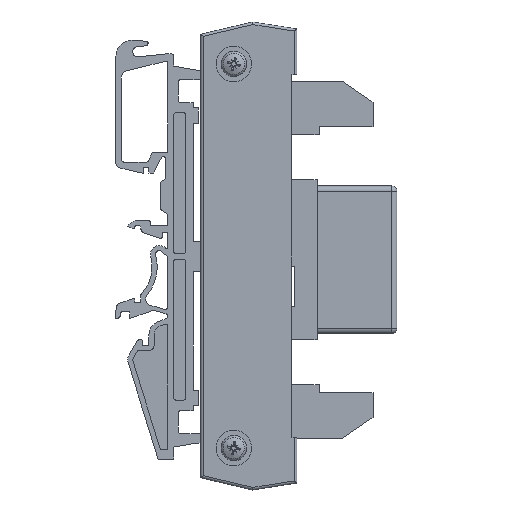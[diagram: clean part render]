
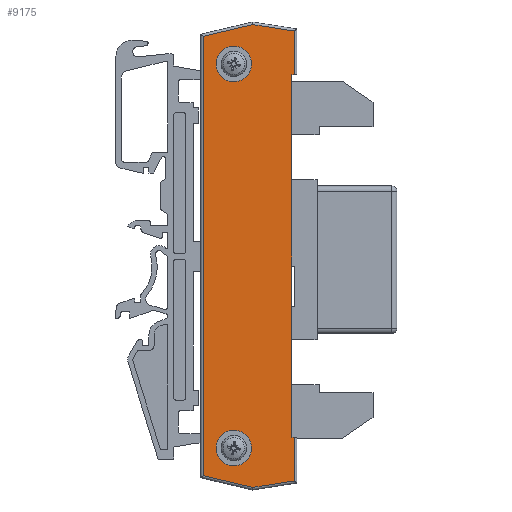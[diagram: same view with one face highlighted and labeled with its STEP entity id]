
A CAD part, left-side view. The second image highlights one B-rep face of the part: STEP entity #9175.
In plain terms, the highlighted face is planar.
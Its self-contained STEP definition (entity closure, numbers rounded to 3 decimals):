
#8714=CARTESIAN_POINT('',(-16.628,6.238,5.0));
#8715=VERTEX_POINT('',#8714);
#8722=CARTESIAN_POINT('',(54.672,6.238,5.0));
#8723=VERTEX_POINT('',#8722);
#8724=CARTESIAN_POINT('',(54.672,6.238,5.0));
#8725=DIRECTION('',(-1.0,0.0,0.0));
#8726=VECTOR('',#8725,71.3);
#8727=LINE('',#8724,#8726);
#8728=EDGE_CURVE('',#8723,#8715,#8727,.T.);
#8971=CARTESIAN_POINT('',(60.272,-5.162,5.0));
#8972=VERTEX_POINT('',#8971);
#8973=CARTESIAN_POINT('',(56.772,-5.162,5.0));
#8974=DIRECTION('',(0.0,0.0,-1.0));
#8975=DIRECTION('',(-1.0,0.0,0.0));
#8976=AXIS2_PLACEMENT_3D('',#8973,#8974,#8975);
#8977=CIRCLE('',#8976,3.5);
#8978=EDGE_CURVE('',#8972,#8972,#8977,.T.);
#9011=CARTESIAN_POINT('',(-15.228,-5.162,5.0));
#9012=VERTEX_POINT('',#9011);
#9013=CARTESIAN_POINT('',(-18.728,-5.162,5.0));
#9014=DIRECTION('',(0.0,0.0,-1.0));
#9015=DIRECTION('',(-1.0,0.0,0.0));
#9016=AXIS2_PLACEMENT_3D('',#9013,#9014,#9015);
#9017=CIRCLE('',#9016,3.5);
#9018=EDGE_CURVE('',#9012,#9012,#9017,.T.);
#9052=CARTESIAN_POINT('',(54.672,6.738,5.0));
#9053=VERTEX_POINT('',#9052);
#9054=CARTESIAN_POINT('',(54.672,6.738,5.0));
#9055=DIRECTION('',(0.0,-1.0,0.0));
#9056=VECTOR('',#9055,0.5);
#9057=LINE('',#9054,#9056);
#9058=EDGE_CURVE('',#9053,#8723,#9057,.T.);
#9083=CARTESIAN_POINT('',(-16.628,6.738,5.0));
#9084=VERTEX_POINT('',#9083);
#9092=CARTESIAN_POINT('',(-16.628,6.238,5.0));
#9093=DIRECTION('',(0.0,1.0,0.0));
#9094=VECTOR('',#9093,0.5);
#9095=LINE('',#9092,#9094);
#9096=EDGE_CURVE('',#8715,#9084,#9095,.T.);
#9105=CARTESIAN_POINT('',(19.022,-2.126,5.0));
#9106=DIRECTION('',(0.0,0.0,1.0));
#9107=DIRECTION('',(1.0,0.0,0.0));
#9108=AXIS2_PLACEMENT_3D('',#9105,#9106,#9107);
#9109=PLANE('',#9108);
#9110=ORIENTED_EDGE('',*,*,#9058,.T.);
#9111=ORIENTED_EDGE('',*,*,#8728,.T.);
#9112=ORIENTED_EDGE('',*,*,#9096,.T.);
#9113=CARTESIAN_POINT('',(-25.176,6.738,5.0));
#9114=VERTEX_POINT('',#9113);
#9115=CARTESIAN_POINT('',(-25.176,6.738,5.0));
#9116=DIRECTION('',(1.0,0.0,0.0));
#9117=VECTOR('',#9116,8.548);
#9118=LINE('',#9115,#9117);
#9119=EDGE_CURVE('',#9114,#9084,#9118,.T.);
#9120=ORIENTED_EDGE('',*,*,#9119,.F.);
#9121=CARTESIAN_POINT('',(-26.459,-1.405,5.0));
#9122=VERTEX_POINT('',#9121);
#9123=CARTESIAN_POINT('',(-26.459,-1.405,5.0));
#9124=DIRECTION('',(0.156,0.988,0.0));
#9125=VECTOR('',#9124,8.244);
#9126=LINE('',#9123,#9125);
#9127=EDGE_CURVE('',#9122,#9114,#9126,.T.);
#9128=ORIENTED_EDGE('',*,*,#9127,.F.);
#9129=CARTESIAN_POINT('',(-24.157,-11.162,5.0));
#9130=VERTEX_POINT('',#9129);
#9131=CARTESIAN_POINT('',(-24.157,-11.162,5.0));
#9132=DIRECTION('',(-0.23,0.973,0.0));
#9133=VECTOR('',#9132,10.024);
#9134=LINE('',#9131,#9133);
#9135=EDGE_CURVE('',#9130,#9122,#9134,.T.);
#9136=ORIENTED_EDGE('',*,*,#9135,.F.);
#9137=CARTESIAN_POINT('',(62.201,-11.162,5.0));
#9138=VERTEX_POINT('',#9137);
#9139=CARTESIAN_POINT('',(62.201,-11.162,5.0));
#9140=DIRECTION('',(-1.0,0.0,0.0));
#9141=VECTOR('',#9140,86.358);
#9142=LINE('',#9139,#9141);
#9143=EDGE_CURVE('',#9138,#9130,#9142,.T.);
#9144=ORIENTED_EDGE('',*,*,#9143,.F.);
#9145=CARTESIAN_POINT('',(64.503,-1.405,5.0));
#9146=VERTEX_POINT('',#9145);
#9147=CARTESIAN_POINT('',(64.503,-1.405,5.0));
#9148=DIRECTION('',(-0.23,-0.973,0.0));
#9149=VECTOR('',#9148,10.024);
#9150=LINE('',#9147,#9149);
#9151=EDGE_CURVE('',#9146,#9138,#9150,.T.);
#9152=ORIENTED_EDGE('',*,*,#9151,.F.);
#9153=CARTESIAN_POINT('',(63.22,6.738,5.0));
#9154=VERTEX_POINT('',#9153);
#9155=CARTESIAN_POINT('',(63.22,6.738,5.0));
#9156=DIRECTION('',(0.156,-0.988,0.0));
#9157=VECTOR('',#9156,8.244);
#9158=LINE('',#9155,#9157);
#9159=EDGE_CURVE('',#9154,#9146,#9158,.T.);
#9160=ORIENTED_EDGE('',*,*,#9159,.F.);
#9161=CARTESIAN_POINT('',(54.672,6.738,5.0));
#9162=DIRECTION('',(1.0,0.0,0.0));
#9163=VECTOR('',#9162,8.548);
#9164=LINE('',#9161,#9163);
#9165=EDGE_CURVE('',#9053,#9154,#9164,.T.);
#9166=ORIENTED_EDGE('',*,*,#9165,.F.);
#9167=EDGE_LOOP('',(#9110,#9111,#9112,#9120,#9128,#9136,#9144,#9152,#9160,#9166));
#9168=FACE_OUTER_BOUND('',#9167,.T.);
#9169=ORIENTED_EDGE('',*,*,#8978,.T.);
#9170=EDGE_LOOP('',(#9169));
#9171=FACE_BOUND('',#9170,.T.);
#9172=ORIENTED_EDGE('',*,*,#9018,.T.);
#9173=EDGE_LOOP('',(#9172));
#9174=FACE_BOUND('',#9173,.T.);
#9175=ADVANCED_FACE('',(#9168,#9171,#9174),#9109,.T.);
